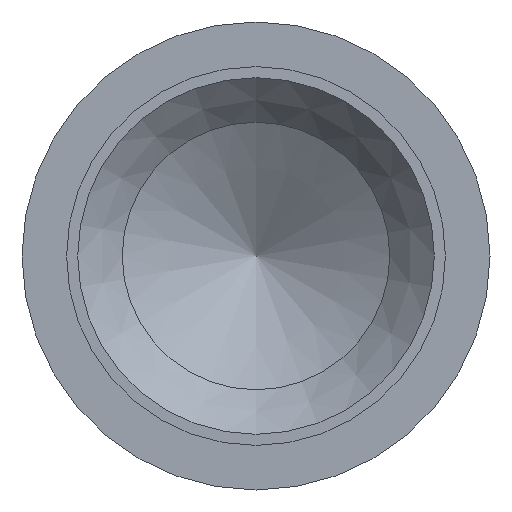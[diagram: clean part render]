
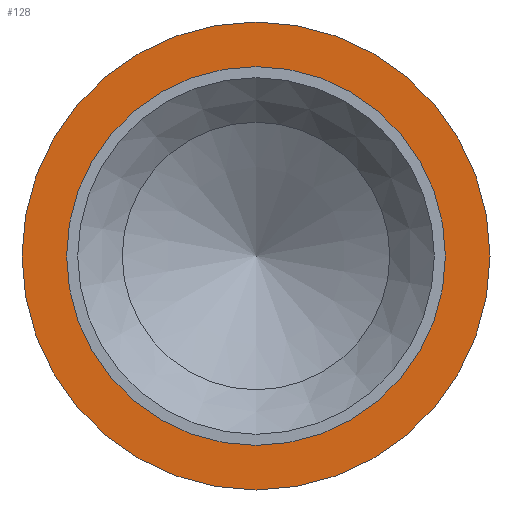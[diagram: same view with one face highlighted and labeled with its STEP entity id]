
A CAD part, front view. The second image highlights one B-rep face of the part: STEP entity #128.
In plain terms, the highlighted planar face has unit normal (0, -1, 0).
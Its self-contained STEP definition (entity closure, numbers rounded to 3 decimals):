
#97=PLANE('',#266);
#115=CIRCLE('',#260,1.05);
#116=CIRCLE('',#264,0.75);
#128=ADVANCED_FACE('',(#158,#159),#97,.F.);
#158=FACE_BOUND('',#184,.T.);
#159=FACE_BOUND('',#185,.T.);
#184=EDGE_LOOP('',(#210));
#185=EDGE_LOOP('',(#211));
#210=ORIENTED_EDGE('',*,*,#240,.F.);
#211=ORIENTED_EDGE('',*,*,#239,.T.);
#226=VERTEX_POINT('',#470);
#227=VERTEX_POINT('',#475);
#239=EDGE_CURVE('',#226,#226,#115,.T.);
#240=EDGE_CURVE('',#227,#227,#116,.T.);
#260=AXIS2_PLACEMENT_3D('',#469,#302,#303);
#264=AXIS2_PLACEMENT_3D('',#474,#310,#311);
#266=AXIS2_PLACEMENT_3D('',#477,#314,#315);
#302=DIRECTION('',(0.,-1.,0.));
#303=DIRECTION('',(0.,0.,-1.));
#310=DIRECTION('',(0.,-1.,0.));
#311=DIRECTION('',(0.,0.,-1.));
#314=DIRECTION('',(0.,1.,0.));
#315=DIRECTION('',(0.,0.,-1.));
#469=CARTESIAN_POINT('',(0.,-10.,0.));
#470=CARTESIAN_POINT('',(0.,-10.,-1.05));
#474=CARTESIAN_POINT('',(0.,-10.,0.));
#475=CARTESIAN_POINT('',(0.,-10.,-0.75));
#477=CARTESIAN_POINT('',(0.,-10.,1.05));
